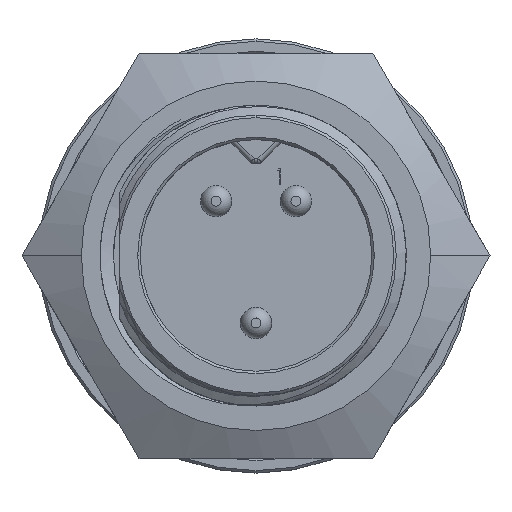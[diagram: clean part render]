
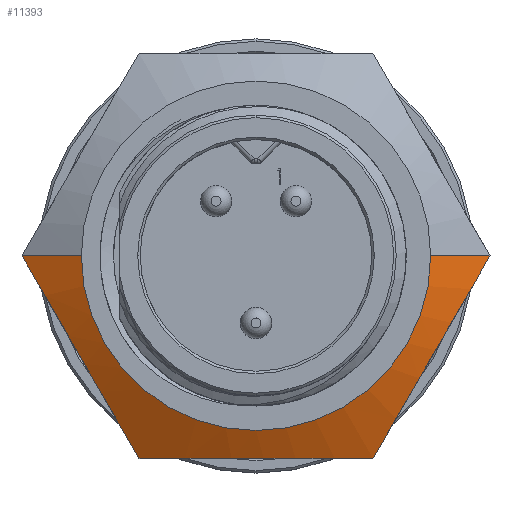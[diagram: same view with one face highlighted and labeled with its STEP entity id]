
A CAD part, top view. The second image highlights one B-rep face of the part: STEP entity #11393.
In plain terms, the highlighted conical face has half-angle 61.689 degrees and reference radius 11.926 mm.
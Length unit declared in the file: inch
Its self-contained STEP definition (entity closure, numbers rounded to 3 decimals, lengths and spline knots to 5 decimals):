
#11090 = VERTEX_POINT ( 'NONE', #17128 ) ;
#11097 = VERTEX_POINT ( 'NONE', #17181 ) ;
#11098 = EDGE_CURVE ( 'NONE', #11102, #11097, #17213, .T. ) ;
#11102 = VERTEX_POINT ( 'NONE', #17178 ) ;
#11104 = VERTEX_POINT ( 'NONE', #17172 ) ;
#11115 = EDGE_CURVE ( 'NONE', #11104, #11090, #17148, .T. ) ;
#11214 = ORIENTED_EDGE ( 'NONE', *, *, #11378, .F. ) ;
#11215 = EDGE_CURVE ( 'NONE', #11097, #11366, #17567, .T. ) ;
#11365 = ORIENTED_EDGE ( 'NONE', *, *, #11115, .T. ) ;
#11366 = VERTEX_POINT ( 'NONE', #18134 ) ;
#11368 = ORIENTED_EDGE ( 'NONE', *, *, #11391, .F. ) ;
#11369 = EDGE_LOOP ( 'NONE', ( #11395, #11368, #11365, #11377, #11214, #11388 ) ) ;
#11377 = ORIENTED_EDGE ( 'NONE', *, *, #11394, .F. ) ;
#11378 = EDGE_CURVE ( 'NONE', #11366, #11380, #17960, .T. ) ;
#11380 = VERTEX_POINT ( 'NONE', #17941 ) ;
#11388 = ORIENTED_EDGE ( 'NONE', *, *, #11215, .F. ) ;
#11391 = EDGE_CURVE ( 'NONE', #11104, #11102, #18237, .T. ) ;
#11393 = ADVANCED_FACE ( 'NONE', ( #18201 ), #18208, .T. ) ;
#11394 = EDGE_CURVE ( 'NONE', #11380, #11090, #18302, .T. ) ;
#11395 = ORIENTED_EDGE ( 'NONE', *, *, #11098, .F. ) ;
#17128 = CARTESIAN_POINT ( 'NONE',  ( -0.46881, 0., -0.074 ) ) ;
#17148 = LINE ( 'NONE', #17193, #17192 ) ;
#17170 = DIRECTION ( 'NONE',  ( 0.88, 0., -0.474 ) ) ;
#17171 = VECTOR ( 'NONE', #17170, 39.37008 ) ;
#17172 = CARTESIAN_POINT ( 'NONE',  ( -0.35, 0., -0.01 ) ) ;
#17173 = CARTESIAN_POINT ( 'NONE',  ( 0.46952, 0., -0.07438 ) ) ;
#17178 = CARTESIAN_POINT ( 'NONE',  ( 0.35, 0., -0.01 ) ) ;
#17181 = CARTESIAN_POINT ( 'NONE',  ( 0.46881, 0., -0.074 ) ) ;
#17191 = DIRECTION ( 'NONE',  ( -0.88, 0., -0.474 ) ) ;
#17192 = VECTOR ( 'NONE', #17191, 39.37008 ) ;
#17193 = CARTESIAN_POINT ( 'NONE',  ( -0.46952, 0., -0.07438 ) ) ;
#17213 = LINE ( 'NONE', #17173, #17171 ) ;
#17512 = CARTESIAN_POINT ( 'NONE',  ( 0.2344, -0.406, -0.074 ) ) ;
#17513 = CARTESIAN_POINT ( 'NONE',  ( 0.25361, -0.37274, -0.06365 ) ) ;
#17514 = CARTESIAN_POINT ( 'NONE',  ( 0.27295, -0.33923, -0.05513 ) ) ;
#17515 = CARTESIAN_POINT ( 'NONE',  ( 0.30228, -0.28844, -0.0463 ) ) ;
#17516 = CARTESIAN_POINT ( 'NONE',  ( 0.3121, -0.27143, -0.04402 ) ) ;
#17517 = CARTESIAN_POINT ( 'NONE',  ( 0.33186, -0.2372, -0.04095 ) ) ;
#17518 = CARTESIAN_POINT ( 'NONE',  ( 0.34184, -0.21992, -0.04016 ) ) ;
#17535 = CARTESIAN_POINT ( 'NONE',  ( 0.44962, -0.03323, -0.06366 ) ) ;
#17536 = CARTESIAN_POINT ( 'NONE',  ( 0.46881, 0., -0.074 ) ) ;
#17545 = CARTESIAN_POINT ( 'NONE',  ( 0.37166, -0.16826, -0.04018 ) ) ;
#17546 = CARTESIAN_POINT ( 'NONE',  ( 0.39133, -0.13419, -0.0434 ) ) ;
#17547 = CARTESIAN_POINT ( 'NONE',  ( 0.43031, -0.06668, -0.05516 ) ) ;
#17567 = B_SPLINE_CURVE_WITH_KNOTS ( 'NONE', 3,
 ( #17536, #17535, #17547, #17546, #17545, #17518, #17517, #17516, #17515, #17514, #17513, #17512 ),
 .UNSPECIFIED., .F., .F.,
 ( 4, 2, 2, 2, 2, 4 ),
 ( 0., 0.003, 0.00601, 0.00751, 0.00901, 0.01201 ),
 .UNSPECIFIED. ) ;
#17707 = CARTESIAN_POINT ( 'NONE',  ( 0.15741, -0.406, -0.05516 ) ) ;
#17813 = CARTESIAN_POINT ( 'NONE',  ( 0.07945, -0.406, -0.0434 ) ) ;
#17837 = CARTESIAN_POINT ( 'NONE',  ( 0.04012, -0.406, -0.04018 ) ) ;
#17848 = CARTESIAN_POINT ( 'NONE',  ( -0.03949, -0.406, -0.04095 ) ) ;
#17853 = CARTESIAN_POINT ( 'NONE',  ( -0.01954, -0.406, -0.04016 ) ) ;
#17864 = CARTESIAN_POINT ( 'NONE',  ( -0.07901, -0.406, -0.04402 ) ) ;
#17866 = CARTESIAN_POINT ( 'NONE',  ( -0.09866, -0.406, -0.0463 ) ) ;
#17898 = CARTESIAN_POINT ( 'NONE',  ( -0.1573, -0.406, -0.05513 ) ) ;
#17930 = CARTESIAN_POINT ( 'NONE',  ( -0.19599, -0.406, -0.06365 ) ) ;
#17931 = CARTESIAN_POINT ( 'NONE',  ( -0.2344, -0.406, -0.074 ) ) ;
#17941 = CARTESIAN_POINT ( 'NONE',  ( -0.2344, -0.406, -0.074 ) ) ;
#17960 = B_SPLINE_CURVE_WITH_KNOTS ( 'NONE', 3,
 ( #17992, #17989, #17707, #17813, #17837, #17853, #17848, #17864, #17866, #17898, #17930, #17931 ),
 .UNSPECIFIED., .F., .F.,
 ( 4, 2, 2, 2, 2, 4 ),
 ( 0., 0.003, 0.00601, 0.00751, 0.00901, 0.01201 ),
 .UNSPECIFIED. ) ;
#17989 = CARTESIAN_POINT ( 'NONE',  ( 0.19603, -0.406, -0.06366 ) ) ;
#17992 = CARTESIAN_POINT ( 'NONE',  ( 0.2344, -0.406, -0.074 ) ) ;
#18134 = CARTESIAN_POINT ( 'NONE',  ( 0.2344, -0.406, -0.074 ) ) ;
#18170 = DIRECTION ( 'NONE',  ( 0., 0., -1. ) ) ;
#18199 = CARTESIAN_POINT ( 'NONE',  ( 0., 0., -0.07438 ) ) ;
#18201 = FACE_OUTER_BOUND ( 'NONE', #11369, .T. ) ;
#18202 = AXIS2_PLACEMENT_3D ( 'NONE', #18245, #18335, #18238 ) ;
#18208 = CONICAL_SURFACE ( 'NONE', #18209, 0.46952, 1.077 ) ;
#18209 = AXIS2_PLACEMENT_3D ( 'NONE', #18199, #18170, #18236 ) ;
#18236 = DIRECTION ( 'NONE',  ( -1., 0., 0. ) ) ;
#18237 = CIRCLE ( 'NONE', #18202, 0.35 ) ;
#18238 = DIRECTION ( 'NONE',  ( -1., 0., 0. ) ) ;
#18239 = CARTESIAN_POINT ( 'NONE',  ( -0.43026, -0.06677, -0.05513 ) ) ;
#18240 = CARTESIAN_POINT ( 'NONE',  ( -0.40094, -0.11756, -0.0463 ) ) ;
#18241 = CARTESIAN_POINT ( 'NONE',  ( -0.39111, -0.13457, -0.04402 ) ) ;
#18242 = CARTESIAN_POINT ( 'NONE',  ( -0.37135, -0.1688, -0.04095 ) ) ;
#18243 = CARTESIAN_POINT ( 'NONE',  ( -0.36138, -0.18608, -0.04016 ) ) ;
#18244 = CARTESIAN_POINT ( 'NONE',  ( -0.33155, -0.23774, -0.04018 ) ) ;
#18245 = CARTESIAN_POINT ( 'NONE',  ( 0., 0., -0.01 ) ) ;
#18291 = CARTESIAN_POINT ( 'NONE',  ( -0.31188, -0.27181, -0.0434 ) ) ;
#18292 = CARTESIAN_POINT ( 'NONE',  ( -0.2729, -0.33932, -0.05516 ) ) ;
#18293 = CARTESIAN_POINT ( 'NONE',  ( -0.25359, -0.37277, -0.06366 ) ) ;
#18294 = CARTESIAN_POINT ( 'NONE',  ( -0.2344, -0.406, -0.074 ) ) ;
#18300 = CARTESIAN_POINT ( 'NONE',  ( -0.46881, 0., -0.074 ) ) ;
#18301 = CARTESIAN_POINT ( 'NONE',  ( -0.4496, -0.03326, -0.06365 ) ) ;
#18302 = B_SPLINE_CURVE_WITH_KNOTS ( 'NONE', 3,
 ( #18294, #18293, #18292, #18291, #18244, #18243, #18242, #18241, #18240, #18239, #18301, #18300 ),
 .UNSPECIFIED., .F., .F.,
 ( 4, 2, 2, 2, 2, 4 ),
 ( 0., 0.003, 0.00601, 0.00751, 0.00901, 0.01201 ),
 .UNSPECIFIED. ) ;
#18335 = DIRECTION ( 'NONE',  ( 0., 0., 1. ) ) ;
